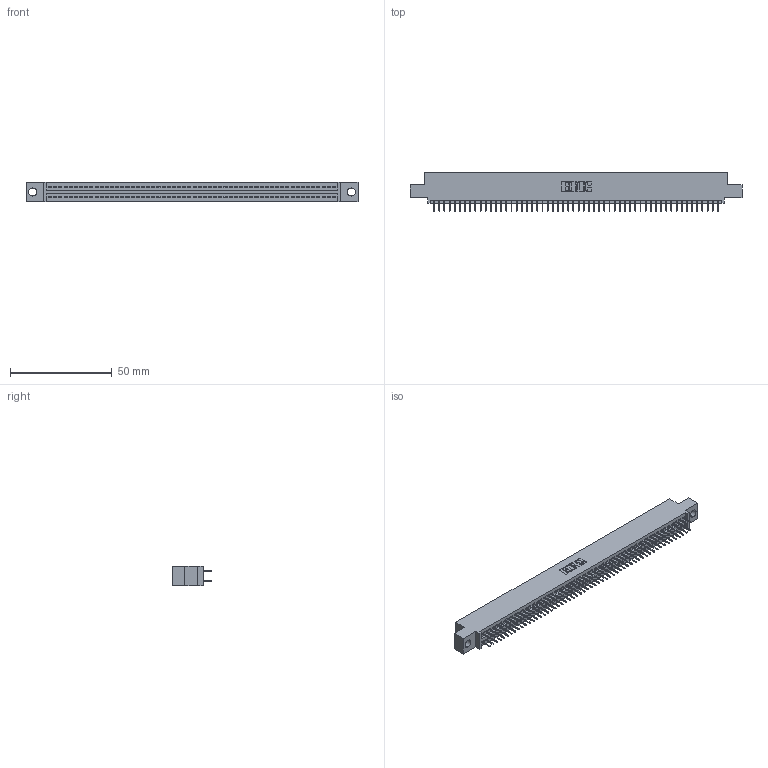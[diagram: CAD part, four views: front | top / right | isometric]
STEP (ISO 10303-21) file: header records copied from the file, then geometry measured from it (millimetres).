
FILE_DESCRIPTION (( 'STEP AP203' ), '1' );
FILE_NAME ('395-112-524-504.STEP', '2018-12-01T08:31:11', ( '' ), ( '' ), 'SwSTEP 2.0', 'SolidWorks 2016', '' );
FILE_SCHEMA (( 'CONFIG_CONTROL_DESIGN' ));
Length unit declared in the file: inch
Products named in the file (3): 345 Part_0.110 Offset - 0.156 Dia-TH; 395-112-524-504; 345-292-001_345-293-124
Assembly tree (113 placements, depth 2):
  395-112-524-504
    345 Part_0.110 Offset - 0.156 Dia-TH
    345-292-001_345-293-124  x112
Bounding box: 163.45 x 19.35 x 9.4 mm (x, y, z)
Volume: 15676.8 mm3; surface area: 22904.7 mm2
Topology: 113 solids, 113 shells, 6178 faces, 17489 edges, 11210 vertices
Faces by surface type: plane 4452, cylinder 1726
Entity records: 42263 total; most frequent: CARTESIAN_POINT 7072, ORIENTED_EDGE 7006, DIRECTION 6219, EDGE_CURVE 3503, VECTOR 3151, LINE 3151, VERTEX_POINT 2330, AXIS2_PLACEMENT_3D 1534
